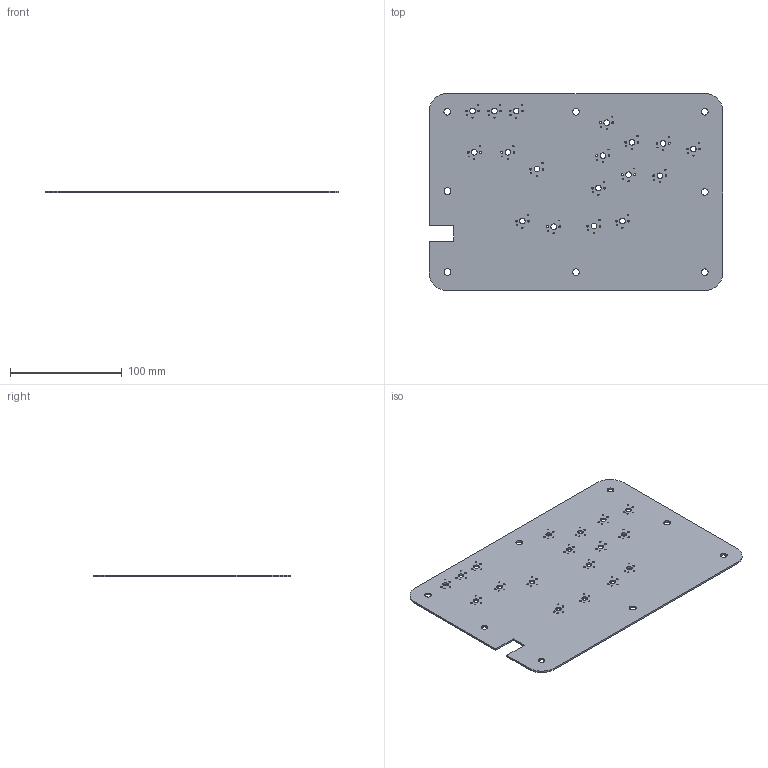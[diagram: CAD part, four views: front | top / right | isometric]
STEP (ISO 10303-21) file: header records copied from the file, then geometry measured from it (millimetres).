
FILE_DESCRIPTION(('KiCad electronic assembly'),'2;1');
FILE_NAME('nzx.step','2024-09-01T11:32:15',('Pcbnew'),('Kicad'), 'Open CASCADE STEP processor 7.7','KiCad to STEP converter','Unknown' );
FILE_SCHEMA(('AUTOMOTIVE_DESIGN { 1 0 10303 214 1 1 1 1 }'));
Length unit declared in the file: millimetre
Products named in the file (2): nzx 1; _autosave-nzx_PCB
Assembly tree (1 placements, depth 2):
  nzx 1
    _autosave-nzx_PCB
Bounding box: 263 x 176 x 1.6 mm (x, y, z)
Volume: 72087.3 mm3; surface area: 92827.9 mm2
Topology: 1 solids, 1 shells, 293 faces, 873 edges, 582 vertices
Faces by surface type: cylinder 174, plane 119
Full cylindrical faces by diameter (mm): 1.7 x36, 5 x18, 6 x8
Entity records: 10476 total; most frequent: DIRECTION 1811, CARTESIAN_POINT 1750, ORIENTED_EDGE 1746, EDGE_CURVE 873, AXIS2_PLACEMENT_3D 643, VERTEX_POINT 582, FACE_BOUND 525, EDGE_LOOP 525
